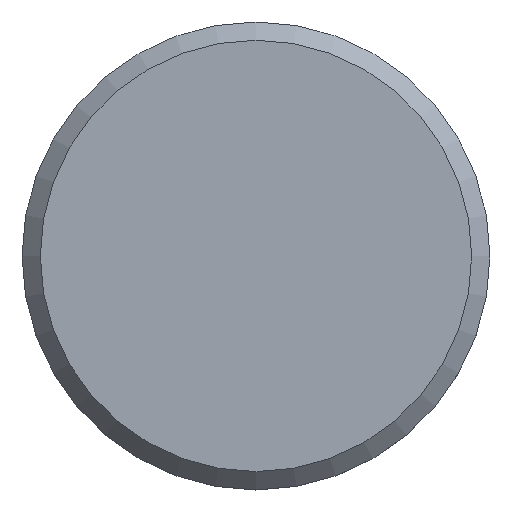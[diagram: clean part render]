
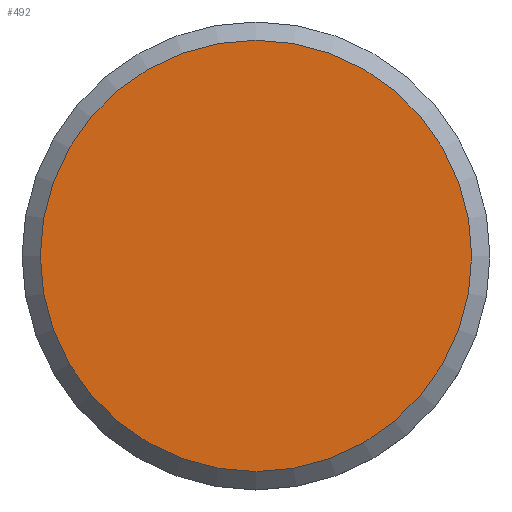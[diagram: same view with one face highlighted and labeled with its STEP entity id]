
A CAD part, top view. The second image highlights one B-rep face of the part: STEP entity #492.
In plain terms, the highlighted planar face has unit normal (0, 0, 1).
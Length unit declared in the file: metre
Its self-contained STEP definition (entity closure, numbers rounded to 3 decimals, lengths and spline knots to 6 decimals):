
#48=PLANE('',#535);
#103=CIRCLE('',#536,0.059);
#193=ORIENTED_EDGE('',*,*,#303,.T.);
#303=EDGE_CURVE('',#359,#359,#103,.T.);
#359=VERTEX_POINT('',#2288);
#412=EDGE_LOOP('',(#193));
#450=FACE_BOUND('',#412,.T.);
#492=ADVANCED_FACE('',(#450),#48,.T.);
#535=AXIS2_PLACEMENT_3D('',#2286,#590,#591);
#536=AXIS2_PLACEMENT_3D('',#2287,#592,#593);
#590=DIRECTION('',(0.,0.,1.));
#591=DIRECTION('',(1.,0.,0.));
#592=DIRECTION('',(0.,0.,1.));
#593=DIRECTION('',(1.,0.,0.));
#2286=CARTESIAN_POINT('',(0.,0.,0.215));
#2287=CARTESIAN_POINT('',(0.,0.,0.215));
#2288=CARTESIAN_POINT('',(0.059,0.,0.215));
